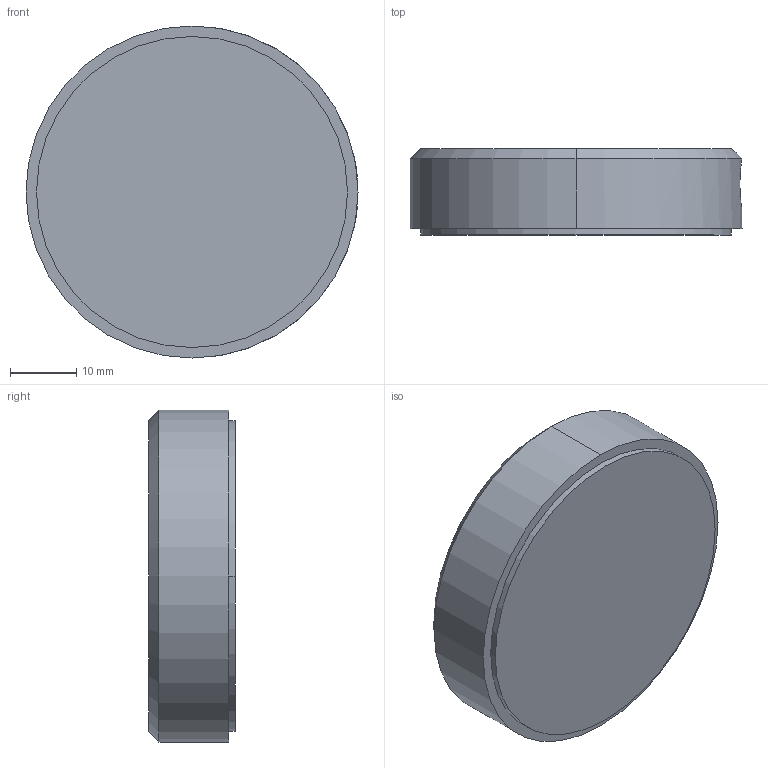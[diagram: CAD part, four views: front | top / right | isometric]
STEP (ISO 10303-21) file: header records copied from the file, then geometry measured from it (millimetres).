
FILE_DESCRIPTION (( 'STEP AP203' ), '1' );
FILE_NAME ('S105001_CustomerSTEP.STEP', '2017-09-13T19:48:59', ( '' ), ( '' ), 'SwSTEP 2.0', 'SolidWorks 2017', '' );
FILE_SCHEMA (( 'CONFIG_CONTROL_DESIGN' ));
Length unit declared in the file: inch
Products named in the file (1): S105001_CustomerSTEP
Bounding box: 50.01 x 12.99 x 50.01 mm (x, y, z)
Volume: 24338.2 mm3; surface area: 6190.1 mm2
Topology: 1 solids, 1 shells, 41 faces, 91 edges, 55 vertices
Faces by surface type: cylinder 22, plane 9, cone 8, sphere 2
Entity records: 1247 total; most frequent: CARTESIAN_POINT 248, DIRECTION 216, ORIENTED_EDGE 170, AXIS2_PLACEMENT_3D 93, EDGE_CURVE 85, VERTEX_POINT 55, CIRCLE 51, EDGE_LOOP 50
